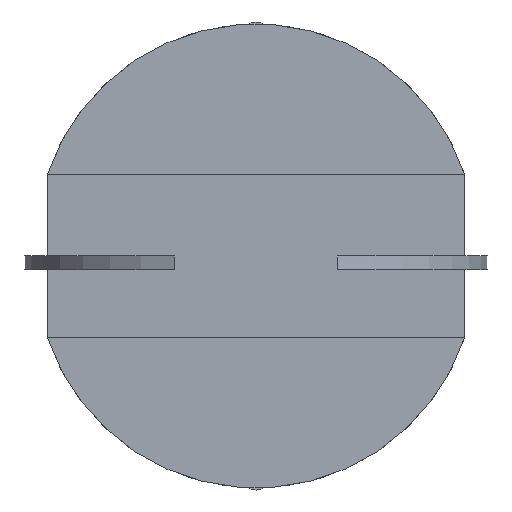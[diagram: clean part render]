
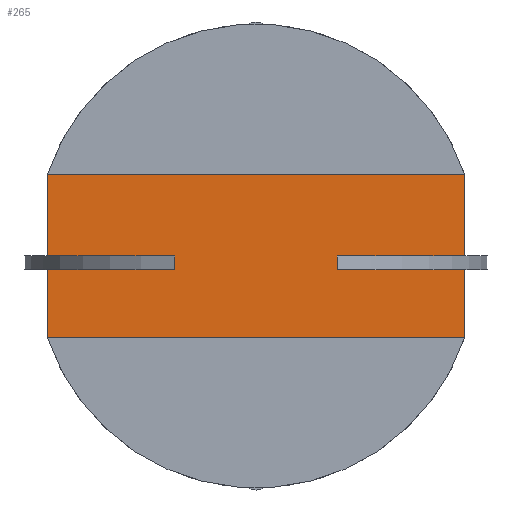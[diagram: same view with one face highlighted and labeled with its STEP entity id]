
A CAD part, front view. The second image highlights one B-rep face of the part: STEP entity #265.
In plain terms, the highlighted planar face has unit normal (0, -1, 0).
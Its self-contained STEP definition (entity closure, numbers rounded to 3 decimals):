
#265 = ADVANCED_FACE( '', ( #584 ), #585, .T. );
#584 = FACE_OUTER_BOUND( '', #1002, .T. );
#585 = PLANE( '', #1003 );
#1002 = EDGE_LOOP( '', ( #2480, #2481, #2482, #2483 ) );
#1003 = AXIS2_PLACEMENT_3D( '', #2484, #2485, #2486 );
#2480 = ORIENTED_EDGE( '', *, *, #3538, .T. );
#2481 = ORIENTED_EDGE( '', *, *, #3469, .T. );
#2482 = ORIENTED_EDGE( '', *, *, #3539, .T. );
#2483 = ORIENTED_EDGE( '', *, *, #3540, .T. );
#2484 = CARTESIAN_POINT( '', ( 0., -1.65, -0.26 ) );
#2485 = DIRECTION( '', ( 0., -1., 0. ) );
#2486 = DIRECTION( '', ( 0., 0., -1. ) );
#3469 = EDGE_CURVE( '', #3998, #3999, #4000, .T. );
#3538 = EDGE_CURVE( '', #4105, #3998, #4106, .T. );
#3539 = EDGE_CURVE( '', #3999, #4107, #4108, .T. );
#3540 = EDGE_CURVE( '', #4107, #4105, #4109, .T. );
#3998 = VERTEX_POINT( '', #5005 );
#3999 = VERTEX_POINT( '', #5006 );
#4000 = LINE( '', #5007, #5008 );
#4105 = VERTEX_POINT( '', #5233 );
#4106 = LINE( '', #5234, #5235 );
#4107 = VERTEX_POINT( '', #5236 );
#4108 = LINE( '', #5237, #5238 );
#4109 = LINE( '', #5239, #5240 );
#5005 = CARTESIAN_POINT( '', ( -4.5, -1.65, -1.75 ) );
#5006 = CARTESIAN_POINT( '', ( 4.5, -1.65, -1.75 ) );
#5007 = CARTESIAN_POINT( '', ( -4.5, -1.65, -1.75 ) );
#5008 = VECTOR( '', #6280, 1000. );
#5233 = CARTESIAN_POINT( '', ( -4.5, -1.65, 1.75 ) );
#5234 = CARTESIAN_POINT( '', ( -4.5, -1.65, 1.75 ) );
#5235 = VECTOR( '', #6337, 1000. );
#5236 = CARTESIAN_POINT( '', ( 4.5, -1.65, 1.75 ) );
#5237 = CARTESIAN_POINT( '', ( 4.5, -1.65, -1.75 ) );
#5238 = VECTOR( '', #6338, 1000. );
#5239 = CARTESIAN_POINT( '', ( 4.5, -1.65, 1.75 ) );
#5240 = VECTOR( '', #6339, 1000. );
#6280 = DIRECTION( '', ( 1., 0., 0. ) );
#6337 = DIRECTION( '', ( 0., 0., -1. ) );
#6338 = DIRECTION( '', ( 0., 0., 1. ) );
#6339 = DIRECTION( '', ( -1., 0., 0. ) );
